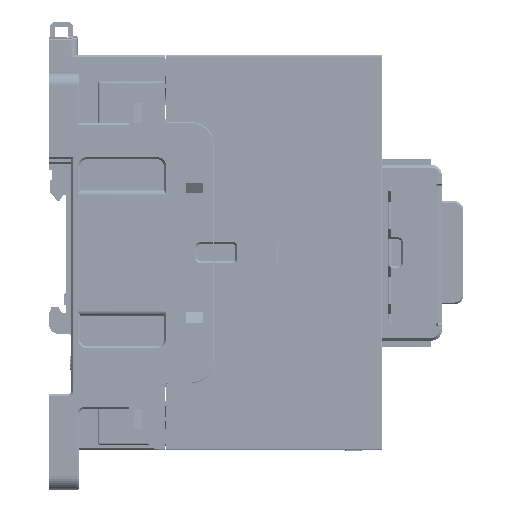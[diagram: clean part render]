
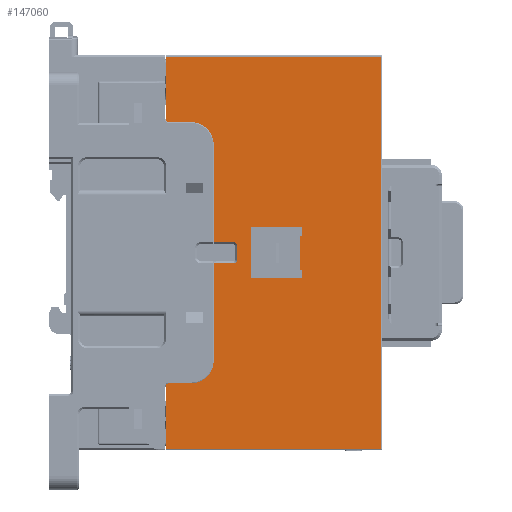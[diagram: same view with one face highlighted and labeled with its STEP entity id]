
A CAD part, front view. The second image highlights one B-rep face of the part: STEP entity #147060.
In plain terms, the highlighted planar face has unit normal (0, -1, 0).
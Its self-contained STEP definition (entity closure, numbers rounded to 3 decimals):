
#2867=DIRECTION('',(-1.,0.,0.));
#2868=VECTOR('',#2867,63.);
#2869=CARTESIAN_POINT('',(97.4,-27.5,-57.5));
#2870=LINE('',#2869,#2868);
#2871=DIRECTION('',(0.,0.,-1.));
#2872=VECTOR('',#2871,18.4);
#2873=CARTESIAN_POINT('',(34.4,-27.5,-39.1));
#2874=LINE('',#2873,#2872);
#2875=CARTESIAN_POINT('',(35.2,-27.5,-39.1));
#2876=DIRECTION('',(0.,-1.,0.));
#2877=DIRECTION('',(0.,0.,1.));
#2878=AXIS2_PLACEMENT_3D('',#2875,#2876,#2877);
#2880=DIRECTION('',(0.,0.,-1.));
#2881=VECTOR('',#2880,28.5);
#2882=CARTESIAN_POINT('',(48.4,-27.5,-3.1));
#2883=LINE('',#2882,#2881);
#2884=DIRECTION('',(-1.,0.,0.));
#2885=VECTOR('',#2884,5.8);
#2886=CARTESIAN_POINT('',(54.2,-27.5,-3.1));
#2887=LINE('',#2886,#2885);
#2888=CARTESIAN_POINT('',(54.2,-27.5,-2.));
#2889=DIRECTION('',(0.,1.,0.));
#2890=DIRECTION('',(1.,0.,0.));
#2891=AXIS2_PLACEMENT_3D('',#2888,#2889,#2890);
#2893=DIRECTION('',(0.,0.,-1.));
#2894=VECTOR('',#2893,4.);
#2895=CARTESIAN_POINT('',(55.3,-27.5,2.));
#2896=LINE('',#2895,#2894);
#2897=CARTESIAN_POINT('',(54.2,-27.5,2.));
#2898=DIRECTION('',(0.,1.,0.));
#2899=DIRECTION('',(0.,0.,1.));
#2900=AXIS2_PLACEMENT_3D('',#2897,#2898,#2899);
#2902=DIRECTION('',(1.,0.,0.));
#2903=VECTOR('',#2902,5.8);
#2904=CARTESIAN_POINT('',(48.4,-27.5,3.1));
#2905=LINE('',#2904,#2903);
#2906=DIRECTION('',(0.,0.,-1.));
#2907=VECTOR('',#2906,28.5);
#2908=CARTESIAN_POINT('',(48.4,-27.5,31.6));
#2909=LINE('',#2908,#2907);
#2910=CARTESIAN_POINT('',(35.2,-27.5,39.1));
#2911=DIRECTION('',(0.,-1.,0.));
#2912=DIRECTION('',(-1.,0.,0.));
#2913=AXIS2_PLACEMENT_3D('',#2910,#2911,#2912);
#2915=DIRECTION('',(0.,0.,-1.));
#2916=VECTOR('',#2915,18.4);
#2917=CARTESIAN_POINT('',(34.4,-27.5,57.5));
#2918=LINE('',#2917,#2916);
#2919=DIRECTION('',(0.,0.,1.));
#2920=VECTOR('',#2919,2.5);
#2921=CARTESIAN_POINT('',(74.3,-27.5,-7.5));
#2922=LINE('',#2921,#2920);
#2923=DIRECTION('',(1.,0.,0.));
#2924=VECTOR('',#2923,0.7);
#2925=CARTESIAN_POINT('',(73.6,-27.5,-5.));
#2926=LINE('',#2925,#2924);
#2927=DIRECTION('',(0.,0.,-1.));
#2928=VECTOR('',#2927,10.);
#2929=CARTESIAN_POINT('',(73.6,-27.5,5.));
#2930=LINE('',#2929,#2928);
#2931=DIRECTION('',(-1.,0.,0.));
#2932=VECTOR('',#2931,0.7);
#2933=CARTESIAN_POINT('',(74.3,-27.5,5.));
#2934=LINE('',#2933,#2932);
#2935=DIRECTION('',(0.,0.,1.));
#2936=VECTOR('',#2935,2.5);
#2937=CARTESIAN_POINT('',(74.3,-27.5,5.));
#2938=LINE('',#2937,#2936);
#2939=DIRECTION('',(-1.,0.,0.));
#2940=VECTOR('',#2939,15.);
#2941=CARTESIAN_POINT('',(74.3,-27.5,7.5));
#2942=LINE('',#2941,#2940);
#2943=DIRECTION('',(0.,0.,-1.));
#2944=VECTOR('',#2943,15.);
#2945=CARTESIAN_POINT('',(59.3,-27.5,7.5));
#2946=LINE('',#2945,#2944);
#2947=DIRECTION('',(1.,0.,0.));
#2948=VECTOR('',#2947,15.);
#2949=CARTESIAN_POINT('',(59.3,-27.5,-7.5));
#2950=LINE('',#2949,#2948);
#2951=DIRECTION('',(-1.,0.,0.));
#2952=VECTOR('',#2951,63.);
#2953=CARTESIAN_POINT('',(97.4,-27.5,57.5));
#2954=LINE('',#2953,#2952);
#3422=DIRECTION('',(0.,0.,1.));
#3423=VECTOR('',#3422,115.);
#3424=CARTESIAN_POINT('',(97.4,-27.5,-57.5));
#3425=LINE('',#3424,#3423);
#94442=DIRECTION('',(1.,0.,0.));
#94443=VECTOR('',#94442,6.5);
#94444=CARTESIAN_POINT('',(35.2,-27.5,38.3));
#94445=LINE('',#94444,#94443);
#94459=CARTESIAN_POINT('',(41.7,-27.5,31.6));
#94460=DIRECTION('',(0.,1.,0.));
#94461=DIRECTION('',(0.,0.,1.));
#94462=AXIS2_PLACEMENT_3D('',#94459,#94460,#94461);
#94747=CARTESIAN_POINT('',(41.7,-27.5,-31.6));
#94748=DIRECTION('',(0.,1.,0.));
#94749=DIRECTION('',(1.,0.,0.));
#94750=AXIS2_PLACEMENT_3D('',#94747,#94748,#94749);
#94772=DIRECTION('',(-1.,0.,0.));
#94773=VECTOR('',#94772,6.5);
#94774=CARTESIAN_POINT('',(41.7,-27.5,-38.3));
#94775=LINE('',#94774,#94773);
#125885=CARTESIAN_POINT('',(59.3,-27.5,7.5));
#125886=CARTESIAN_POINT('',(59.3,-27.5,-7.5));
#125887=VERTEX_POINT('',#125885);
#125888=VERTEX_POINT('',#125886);
#125889=CARTESIAN_POINT('',(74.3,-27.5,-7.5));
#125890=VERTEX_POINT('',#125889);
#125891=CARTESIAN_POINT('',(74.3,-27.5,7.5));
#125892=VERTEX_POINT('',#125891);
#125893=CARTESIAN_POINT('',(73.6,-27.5,5.));
#125894=CARTESIAN_POINT('',(73.6,-27.5,-5.));
#125895=VERTEX_POINT('',#125893);
#125896=VERTEX_POINT('',#125894);
#125905=CARTESIAN_POINT('',(74.3,-27.5,5.));
#125906=VERTEX_POINT('',#125905);
#125907=CARTESIAN_POINT('',(74.3,-27.5,-5.));
#125908=VERTEX_POINT('',#125907);
#126522=CARTESIAN_POINT('',(55.3,-27.5,-2.));
#126523=CARTESIAN_POINT('',(54.2,-27.5,-3.1));
#126524=VERTEX_POINT('',#126522);
#126525=VERTEX_POINT('',#126523);
#126530=CARTESIAN_POINT('',(55.3,-27.5,2.));
#126531=VERTEX_POINT('',#126530);
#126534=CARTESIAN_POINT('',(54.2,-27.5,3.1));
#126535=VERTEX_POINT('',#126534);
#126676=CARTESIAN_POINT('',(34.4,-27.5,-57.5));
#126677=VERTEX_POINT('',#126676);
#126682=CARTESIAN_POINT('',(34.4,-27.5,57.5));
#126683=VERTEX_POINT('',#126682);
#128210=CARTESIAN_POINT('',(48.4,-27.5,-3.1));
#128211=VERTEX_POINT('',#128210);
#128212=CARTESIAN_POINT('',(48.4,-27.5,3.1));
#128213=VERTEX_POINT('',#128212);
#128238=CARTESIAN_POINT('',(48.4,-27.5,31.6));
#128239=VERTEX_POINT('',#128238);
#128240=CARTESIAN_POINT('',(48.4,-27.5,-31.6));
#128241=VERTEX_POINT('',#128240);
#128246=CARTESIAN_POINT('',(41.7,-27.5,38.3));
#128247=VERTEX_POINT('',#128246);
#128248=CARTESIAN_POINT('',(41.7,-27.5,-38.3));
#128249=VERTEX_POINT('',#128248);
#128316=CARTESIAN_POINT('',(34.4,-27.5,39.1));
#128317=VERTEX_POINT('',#128316);
#128318=CARTESIAN_POINT('',(35.2,-27.5,38.3));
#128319=VERTEX_POINT('',#128318);
#128320=CARTESIAN_POINT('',(35.2,-27.5,-38.3));
#128321=CARTESIAN_POINT('',(34.4,-27.5,-39.1));
#128322=VERTEX_POINT('',#128320);
#128323=VERTEX_POINT('',#128321);
#137948=CARTESIAN_POINT('',(97.4,-27.5,-57.5));
#137949=VERTEX_POINT('',#137948);
#137950=CARTESIAN_POINT('',(97.4,-27.5,57.5));
#137952=VERTEX_POINT('',#137950);
#147000=CARTESIAN_POINT('',(62.1,-27.5,3.5));
#147001=DIRECTION('',(0.,-1.,0.));
#147002=DIRECTION('',(0.,0.,-1.));
#147003=AXIS2_PLACEMENT_3D('',#147000,#147001,#147002);
#147004=PLANE('',#147003);
#147006=ORIENTED_EDGE('',*,*,#147005,.F.);
#147008=ORIENTED_EDGE('',*,*,#147007,.F.);
#147009=ORIENTED_EDGE('',*,*,#146990,.T.);
#147011=ORIENTED_EDGE('',*,*,#147010,.F.);
#147013=ORIENTED_EDGE('',*,*,#147012,.F.);
#147015=ORIENTED_EDGE('',*,*,#147014,.F.);
#147017=ORIENTED_EDGE('',*,*,#147016,.F.);
#147019=ORIENTED_EDGE('',*,*,#147018,.F.);
#147021=ORIENTED_EDGE('',*,*,#147020,.F.);
#147023=ORIENTED_EDGE('',*,*,#147022,.F.);
#147025=ORIENTED_EDGE('',*,*,#147024,.F.);
#147027=ORIENTED_EDGE('',*,*,#147026,.F.);
#147029=ORIENTED_EDGE('',*,*,#147028,.F.);
#147031=ORIENTED_EDGE('',*,*,#147030,.F.);
#147033=ORIENTED_EDGE('',*,*,#147032,.F.);
#147035=ORIENTED_EDGE('',*,*,#147034,.F.);
#147037=ORIENTED_EDGE('',*,*,#147036,.F.);
#147039=ORIENTED_EDGE('',*,*,#147038,.F.);
#147040=EDGE_LOOP('',(#147006,#147008,#147009,#147011,#147013,#147015,#147017,
#147019,#147021,#147023,#147025,#147027,#147029,#147031,#147033,#147035,#147037,
#147039));
#147041=FACE_OUTER_BOUND('',#147040,.F.);
#147043=ORIENTED_EDGE('',*,*,#147042,.T.);
#147045=ORIENTED_EDGE('',*,*,#147044,.F.);
#147047=ORIENTED_EDGE('',*,*,#147046,.F.);
#147049=ORIENTED_EDGE('',*,*,#147048,.F.);
#147051=ORIENTED_EDGE('',*,*,#147050,.T.);
#147053=ORIENTED_EDGE('',*,*,#147052,.T.);
#147055=ORIENTED_EDGE('',*,*,#147054,.T.);
#147057=ORIENTED_EDGE('',*,*,#147056,.T.);
#147058=EDGE_LOOP('',(#147043,#147045,#147047,#147049,#147051,#147053,#147055,
#147057));
#147059=FACE_BOUND('',#147058,.F.);
#147060=ADVANCED_FACE('',(#147041,#147059),#147004,.T.);
#2879=CIRCLE('',#2878,0.8);
#2892=CIRCLE('',#2891,1.1);
#2901=CIRCLE('',#2900,1.1);
#2914=CIRCLE('',#2913,0.8);
#94463=CIRCLE('',#94462,6.7);
#94751=CIRCLE('',#94750,6.7);
#146990=EDGE_CURVE('',#137949,#126677,#2870,.T.);
#147005=EDGE_CURVE('',#137952,#126683,#2954,.T.);
#147007=EDGE_CURVE('',#137949,#137952,#3425,.T.);
#147010=EDGE_CURVE('',#128323,#126677,#2874,.T.);
#147012=EDGE_CURVE('',#128322,#128323,#2879,.T.);
#147014=EDGE_CURVE('',#128249,#128322,#94775,.T.);
#147016=EDGE_CURVE('',#128241,#128249,#94751,.T.);
#147018=EDGE_CURVE('',#128211,#128241,#2883,.T.);
#147020=EDGE_CURVE('',#126525,#128211,#2887,.T.);
#147022=EDGE_CURVE('',#126524,#126525,#2892,.T.);
#147024=EDGE_CURVE('',#126531,#126524,#2896,.T.);
#147026=EDGE_CURVE('',#126535,#126531,#2901,.T.);
#147028=EDGE_CURVE('',#128213,#126535,#2905,.T.);
#147030=EDGE_CURVE('',#128239,#128213,#2909,.T.);
#147032=EDGE_CURVE('',#128247,#128239,#94463,.T.);
#147034=EDGE_CURVE('',#128319,#128247,#94445,.T.);
#147036=EDGE_CURVE('',#128317,#128319,#2914,.T.);
#147038=EDGE_CURVE('',#126683,#128317,#2918,.T.);
#147042=EDGE_CURVE('',#125890,#125908,#2922,.T.);
#147044=EDGE_CURVE('',#125896,#125908,#2926,.T.);
#147046=EDGE_CURVE('',#125895,#125896,#2930,.T.);
#147048=EDGE_CURVE('',#125906,#125895,#2934,.T.);
#147050=EDGE_CURVE('',#125906,#125892,#2938,.T.);
#147052=EDGE_CURVE('',#125892,#125887,#2942,.T.);
#147054=EDGE_CURVE('',#125887,#125888,#2946,.T.);
#147056=EDGE_CURVE('',#125888,#125890,#2950,.T.);
